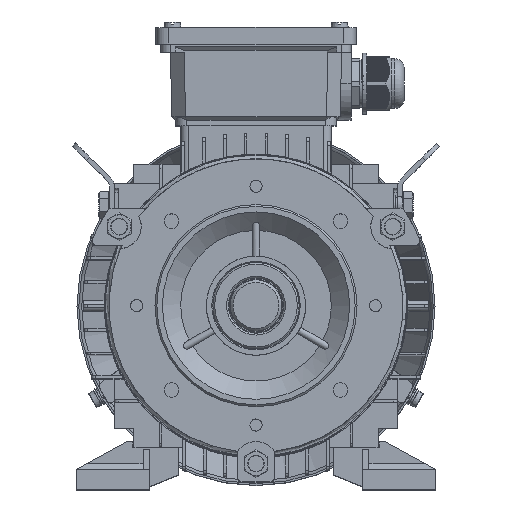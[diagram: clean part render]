
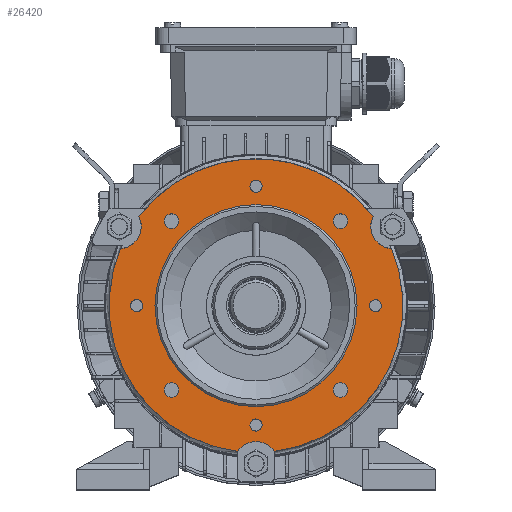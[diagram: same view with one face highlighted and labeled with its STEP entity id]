
A CAD part, top view. The second image highlights one B-rep face of the part: STEP entity #26420.
In plain terms, the highlighted planar face has unit normal (0, 0, 1).
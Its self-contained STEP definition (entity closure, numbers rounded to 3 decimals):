
#6966=PLANE('',#94009);
#26420=ADVANCED_FACE('',(#32459,#32460,#32461,#32462,#32463,#32464,#32465,
#32466,#32467,#32468),#6966,.F.);
#32459=FACE_BOUND('',#36792,.T.);
#32460=FACE_BOUND('',#36793,.T.);
#32461=FACE_BOUND('',#36794,.T.);
#32462=FACE_BOUND('',#36795,.T.);
#32463=FACE_BOUND('',#36796,.T.);
#32464=FACE_BOUND('',#36797,.T.);
#32465=FACE_BOUND('',#36798,.T.);
#32466=FACE_BOUND('',#36799,.T.);
#32467=FACE_BOUND('',#36800,.T.);
#32468=FACE_BOUND('',#36801,.T.);
#36792=EDGE_LOOP('',(#55504));
#36793=EDGE_LOOP('',(#55505));
#36794=EDGE_LOOP('',(#55506));
#36795=EDGE_LOOP('',(#55507));
#36796=EDGE_LOOP('',(#55508));
#36797=EDGE_LOOP('',(#55509));
#36798=EDGE_LOOP('',(#55510));
#36799=EDGE_LOOP('',(#55511));
#36800=EDGE_LOOP('',(#55512));
#36801=EDGE_LOOP('',(#55513,#55514,#55515,#55516,#55517,#55518));
#55504=ORIENTED_EDGE('',*,*,#80778,.T.);
#55505=ORIENTED_EDGE('',*,*,#80779,.T.);
#55506=ORIENTED_EDGE('',*,*,#80780,.T.);
#55507=ORIENTED_EDGE('',*,*,#80781,.T.);
#55508=ORIENTED_EDGE('',*,*,#80782,.T.);
#55509=ORIENTED_EDGE('',*,*,#80783,.T.);
#55510=ORIENTED_EDGE('',*,*,#80784,.T.);
#55511=ORIENTED_EDGE('',*,*,#80785,.T.);
#55512=ORIENTED_EDGE('',*,*,#80786,.F.);
#55513=ORIENTED_EDGE('',*,*,#80613,.T.);
#55514=ORIENTED_EDGE('',*,*,#80787,.T.);
#55515=ORIENTED_EDGE('',*,*,#80603,.T.);
#55516=ORIENTED_EDGE('',*,*,#80788,.T.);
#55517=ORIENTED_EDGE('',*,*,#80638,.T.);
#55518=ORIENTED_EDGE('',*,*,#80789,.T.);
#69393=VERTEX_POINT('',#144140);
#69394=VERTEX_POINT('',#144141);
#69403=VERTEX_POINT('',#144160);
#69404=VERTEX_POINT('',#144162);
#69423=VERTEX_POINT('',#144285);
#69424=VERTEX_POINT('',#144286);
#69540=VERTEX_POINT('',#145065);
#69541=VERTEX_POINT('',#145067);
#69542=VERTEX_POINT('',#145069);
#69543=VERTEX_POINT('',#145071);
#69544=VERTEX_POINT('',#145073);
#69545=VERTEX_POINT('',#145075);
#69546=VERTEX_POINT('',#145077);
#69547=VERTEX_POINT('',#145079);
#69548=VERTEX_POINT('',#145081);
#80603=EDGE_CURVE('',#69393,#69394,#87462,.T.);
#80613=EDGE_CURVE('',#69404,#69403,#87467,.T.);
#80638=EDGE_CURVE('',#69423,#69424,#87477,.T.);
#80778=EDGE_CURVE('',#69540,#69540,#87526,.T.);
#80779=EDGE_CURVE('',#69541,#69541,#87527,.T.);
#80780=EDGE_CURVE('',#69542,#69542,#87528,.T.);
#80781=EDGE_CURVE('',#69543,#69543,#87529,.T.);
#80782=EDGE_CURVE('',#69544,#69544,#87530,.T.);
#80783=EDGE_CURVE('',#69545,#69545,#87531,.T.);
#80784=EDGE_CURVE('',#69546,#69546,#87532,.T.);
#80785=EDGE_CURVE('',#69547,#69547,#87533,.T.);
#80786=EDGE_CURVE('',#69548,#69548,#87534,.T.);
#80787=EDGE_CURVE('',#69403,#69393,#87535,.T.);
#80788=EDGE_CURVE('',#69394,#69423,#87536,.T.);
#80789=EDGE_CURVE('',#69424,#69404,#87537,.T.);
#87462=CIRCLE('',#93909,80.);
#87467=CIRCLE('',#93915,80.);
#87477=CIRCLE('',#93932,80.);
#87526=CIRCLE('',#93997,4.);
#87527=CIRCLE('',#93998,3.3);
#87528=CIRCLE('',#93999,4.);
#87529=CIRCLE('',#94000,3.3);
#87530=CIRCLE('',#94001,4.);
#87531=CIRCLE('',#94002,3.3);
#87532=CIRCLE('',#94003,3.3);
#87533=CIRCLE('',#94004,4.);
#87534=CIRCLE('',#94005,55.);
#87535=CIRCLE('',#94006,12.);
#87536=CIRCLE('',#94007,12.);
#87537=CIRCLE('',#94008,12.);
#93909=AXIS2_PLACEMENT_3D('',#144139,#112836,#112837);
#93915=AXIS2_PLACEMENT_3D('',#144161,#112853,#112854);
#93932=AXIS2_PLACEMENT_3D('',#144284,#112898,#112899);
#93997=AXIS2_PLACEMENT_3D('',#145064,#113050,#113051);
#93998=AXIS2_PLACEMENT_3D('',#145066,#113052,#113053);
#93999=AXIS2_PLACEMENT_3D('',#145068,#113054,#113055);
#94000=AXIS2_PLACEMENT_3D('',#145070,#113056,#113057);
#94001=AXIS2_PLACEMENT_3D('',#145072,#113058,#113059);
#94002=AXIS2_PLACEMENT_3D('',#145074,#113060,#113061);
#94003=AXIS2_PLACEMENT_3D('',#145076,#113062,#113063);
#94004=AXIS2_PLACEMENT_3D('',#145078,#113064,#113065);
#94005=AXIS2_PLACEMENT_3D('',#145080,#113066,#113067);
#94006=AXIS2_PLACEMENT_3D('',#145082,#113068,#113069);
#94007=AXIS2_PLACEMENT_3D('',#145083,#113070,#113071);
#94008=AXIS2_PLACEMENT_3D('',#145084,#113072,#113073);
#94009=AXIS2_PLACEMENT_3D('',#145085,#113074,#113075);
#112836=DIRECTION('',(0.,0.,1.));
#112837=DIRECTION('',(1.,0.,0.));
#112853=DIRECTION('',(0.,0.,1.));
#112854=DIRECTION('',(1.,0.,0.));
#112898=DIRECTION('',(0.,0.,1.));
#112899=DIRECTION('',(1.,0.,0.));
#113050=DIRECTION('',(0.,0.,-1.));
#113051=DIRECTION('',(-1.,0.,0.));
#113052=DIRECTION('',(0.,0.,-1.));
#113053=DIRECTION('',(-1.,0.,0.));
#113054=DIRECTION('',(0.,0.,-1.));
#113055=DIRECTION('',(-1.,0.,0.));
#113056=DIRECTION('',(0.,0.,-1.));
#113057=DIRECTION('',(-1.,0.,0.));
#113058=DIRECTION('',(0.,0.,-1.));
#113059=DIRECTION('',(-1.,0.,0.));
#113060=DIRECTION('',(0.,0.,-1.));
#113061=DIRECTION('',(-1.,0.,0.));
#113062=DIRECTION('',(0.,0.,-1.));
#113063=DIRECTION('',(-1.,0.,0.));
#113064=DIRECTION('',(0.,0.,-1.));
#113065=DIRECTION('',(-1.,0.,0.));
#113066=DIRECTION('',(0.,0.,1.));
#113067=DIRECTION('',(1.,0.,0.));
#113068=DIRECTION('',(0.,0.,-1.));
#113069=DIRECTION('',(-1.,0.,0.));
#113070=DIRECTION('',(0.,0.,-1.));
#113071=DIRECTION('',(-1.,0.,0.));
#113072=DIRECTION('',(0.,0.,-1.));
#113073=DIRECTION('',(-1.,0.,0.));
#113074=DIRECTION('',(0.,0.,-1.));
#113075=DIRECTION('',(-1.,0.,0.));
#144139=CARTESIAN_POINT('',(0.,0.,237.));
#144140=CARTESIAN_POINT('',(63.736,48.349,237.));
#144141=CARTESIAN_POINT('',(-63.736,48.349,237.));
#144160=CARTESIAN_POINT('',(73.74,31.023,237.));
#144161=CARTESIAN_POINT('',(0.,0.,237.));
#144162=CARTESIAN_POINT('',(10.004,-79.372,237.));
#144284=CARTESIAN_POINT('',(0.,0.,237.));
#144285=CARTESIAN_POINT('',(-73.74,31.023,237.));
#144286=CARTESIAN_POINT('',(-10.004,-79.372,237.));
#145064=CARTESIAN_POINT('',(45.962,-45.962,237.));
#145065=CARTESIAN_POINT('',(41.962,-45.962,237.));
#145066=CARTESIAN_POINT('',(0.,-65.,237.));
#145067=CARTESIAN_POINT('',(-3.3,-65.,237.));
#145068=CARTESIAN_POINT('',(-45.962,-45.962,237.));
#145069=CARTESIAN_POINT('',(-49.962,-45.962,237.));
#145070=CARTESIAN_POINT('',(65.,0.,237.));
#145071=CARTESIAN_POINT('',(61.7,0.,237.));
#145072=CARTESIAN_POINT('',(45.962,45.962,237.));
#145073=CARTESIAN_POINT('',(41.962,45.962,237.));
#145074=CARTESIAN_POINT('',(0.,65.,237.));
#145075=CARTESIAN_POINT('',(-3.3,65.,237.));
#145076=CARTESIAN_POINT('',(-65.,0.,237.));
#145077=CARTESIAN_POINT('',(-68.3,0.,237.));
#145078=CARTESIAN_POINT('',(-45.962,45.962,237.));
#145079=CARTESIAN_POINT('',(-49.962,45.962,237.));
#145080=CARTESIAN_POINT('',(0.,0.,237.));
#145081=CARTESIAN_POINT('',(55.,0.,237.));
#145082=CARTESIAN_POINT('',(74.478,43.,237.));
#145083=CARTESIAN_POINT('',(-74.478,43.,237.));
#145084=CARTESIAN_POINT('',(0.,-86.,237.));
#145085=CARTESIAN_POINT('',(0.,80.,237.));
